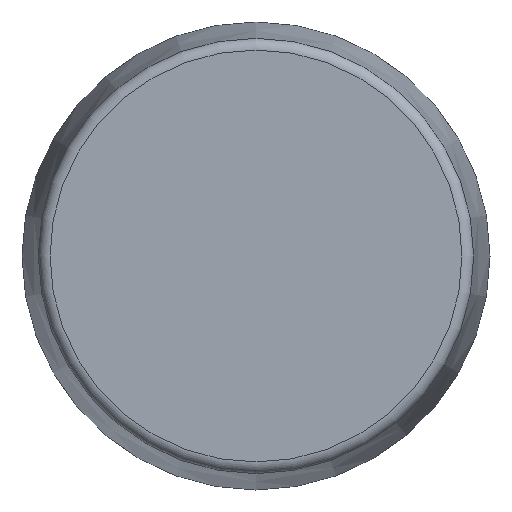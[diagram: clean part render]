
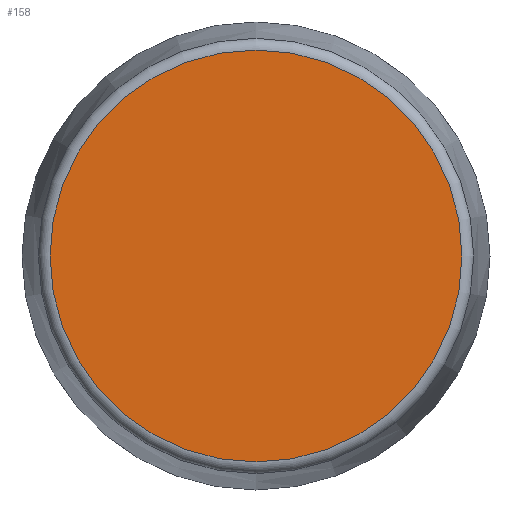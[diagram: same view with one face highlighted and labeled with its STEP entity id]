
A CAD part, front view. The second image highlights one B-rep face of the part: STEP entity #158.
In plain terms, the highlighted planar face has unit normal (0, -1, 0).
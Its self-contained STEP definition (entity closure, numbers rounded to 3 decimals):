
#19=PLANE('',#201);
#33=FACE_OUTER_BOUND('',#43,.T.);
#43=EDGE_LOOP('',(#144,#145));
#62=CIRCLE('',#199,4.376);
#63=CIRCLE('',#200,4.376);
#78=VERTEX_POINT('',#306);
#79=VERTEX_POINT('',#308);
#100=EDGE_CURVE('',#78,#79,#62,.T.);
#101=EDGE_CURVE('',#79,#78,#63,.T.);
#144=ORIENTED_EDGE('',*,*,#101,.F.);
#145=ORIENTED_EDGE('',*,*,#100,.F.);
#158=ADVANCED_FACE('',(#33),#19,.T.);
#199=AXIS2_PLACEMENT_3D('',#309,#258,#259);
#200=AXIS2_PLACEMENT_3D('',#310,#260,#261);
#201=AXIS2_PLACEMENT_3D('',#311,#262,#263);
#258=DIRECTION('center_axis',(0.,1.,0.));
#259=DIRECTION('ref_axis',(0.,0.,-1.));
#260=DIRECTION('center_axis',(0.,1.,0.));
#261=DIRECTION('ref_axis',(0.,0.,-1.));
#262=DIRECTION('center_axis',(0.,-1.,0.));
#263=DIRECTION('ref_axis',(0.,0.,-1.));
#306=CARTESIAN_POINT('',(0.,0.,-4.376));
#308=CARTESIAN_POINT('',(0.,0.,4.376));
#309=CARTESIAN_POINT('Origin',(0.,0.,0.));
#310=CARTESIAN_POINT('Origin',(0.,0.,0.));
#311=CARTESIAN_POINT('Origin',(0.,0.,4.6));
